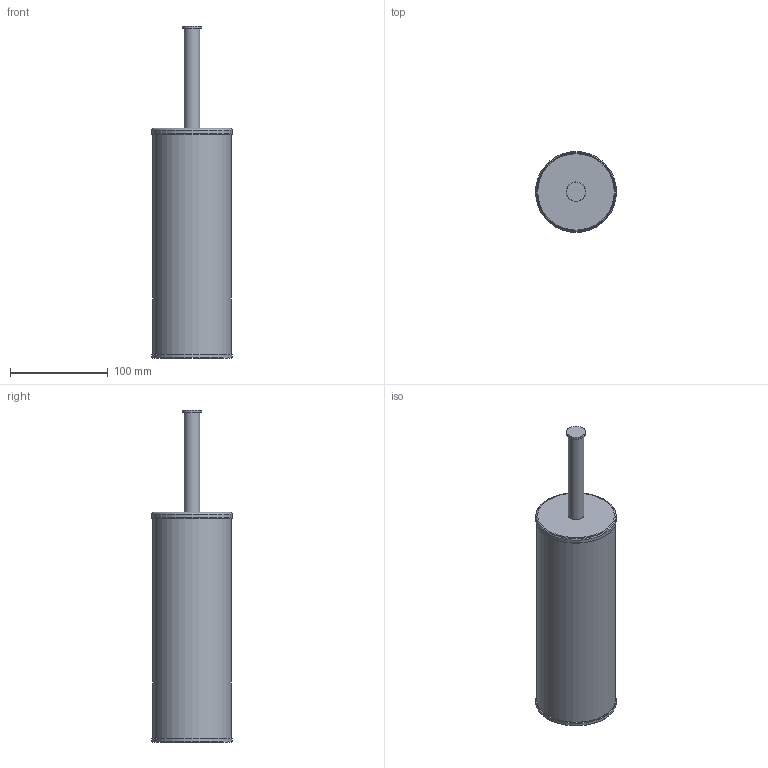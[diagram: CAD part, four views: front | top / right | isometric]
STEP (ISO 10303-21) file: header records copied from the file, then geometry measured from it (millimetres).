
FILE_DESCRIPTION(/* description */ ('Unknown'),/* implementation_level */ '2;1');
FILE_NAME(/* name */ 'CBA12',/* time_stamp */ '2016-03-15T11:18:45+01:00',/* author */ ('Unknown'),/* organization */ ('Unknown'),/* preprocessor_version */ 'ST-DEVELOPER v16.7',/* originating_system */ 'DEX',/* authorisation */ $);
FILE_SCHEMA (('AUTOMOTIVE_DESIGN {1 0 10303 214 3 1 1}'));
Length unit declared in the file: millimetre
Products named in the file (6): CBA12; PORTA SCOPINO; PORTA SCOPINO_0; PORTA SCOPINO_1; PORTA SCOPINO_2; PORTA SCOPINO_3
Assembly tree (5 placements, depth 2):
  CBA12
    PORTA SCOPINO
    PORTA SCOPINO_0
    PORTA SCOPINO_1
    PORTA SCOPINO_2
    PORTA SCOPINO_3
Bounding box: 82.6 x 82.6 x 338.9 mm (x, y, z)
Volume: 106695 mm3; surface area: 152524.4 mm2
Topology: 5 solids, 5 shells, 74 faces, 159 edges, 99 vertices
Faces by surface type: plane 30, cylinder 25, torus 18, cone 1
Full cylindrical faces by diameter (mm): 6.5 x1, 16 x1, 20 x1, 70 x1, 78 x1, 80 x1, 81 x1, 82 x1, 82.6 x1
Entity records: 2053 total; most frequent: CARTESIAN_POINT 372, DIRECTION 348, ORIENTED_EDGE 268, AXIS2_PLACEMENT_3D 150, EDGE_CURVE 134, EDGE_LOOP 102, FACE_BOUND 102, VERTEX_POINT 94
